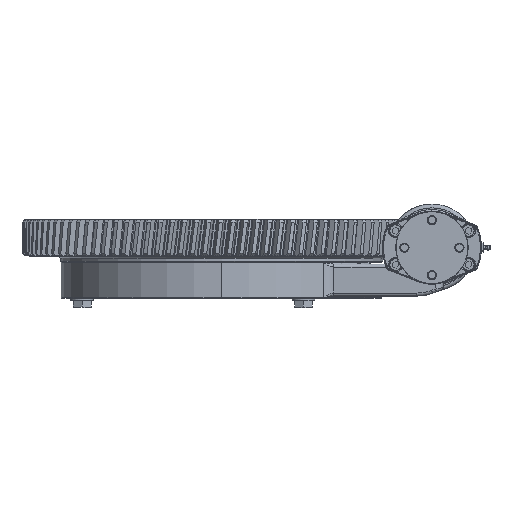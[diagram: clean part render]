
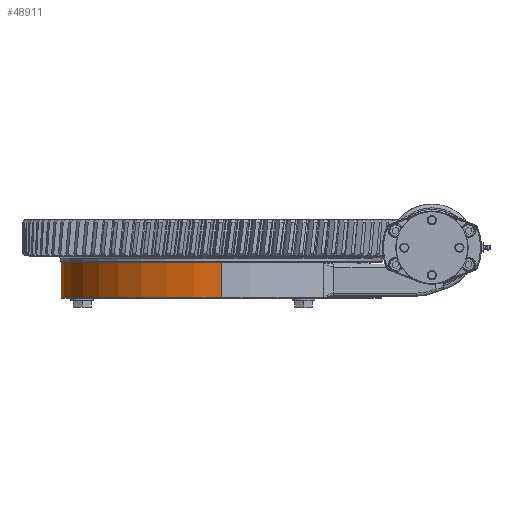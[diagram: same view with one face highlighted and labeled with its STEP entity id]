
A CAD part, left-side view. The second image highlights one B-rep face of the part: STEP entity #48911.
In plain terms, the highlighted cylindrical face has radius 210 mm (diameter 420 mm), a partial arc.
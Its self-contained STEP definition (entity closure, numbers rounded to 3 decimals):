
#751 = DIRECTION ( 'NONE',  ( 1., 0., 0. ) ) ;
#2286 = VECTOR ( 'NONE', #58752, 1000. ) ;
#3400 = CARTESIAN_POINT ( 'NONE',  ( 0., 0., -66. ) ) ;
#5409 = DIRECTION ( 'NONE',  ( 1., 0., 0. ) ) ;
#7552 = ORIENTED_EDGE ( 'NONE', *, *, #66571, .T. ) ;
#11960 = LINE ( 'NONE', #78510, #83617 ) ;
#18938 = EDGE_CURVE ( 'NONE', #35427, #27170, #44770, .T. ) ;
#22739 = CARTESIAN_POINT ( 'NONE',  ( 210., 0., -65.5 ) ) ;
#27170 = VERTEX_POINT ( 'NONE', #49326 ) ;
#28890 = CARTESIAN_POINT ( 'NONE',  ( 0., 0., -19.5 ) ) ;
#30391 = ORIENTED_EDGE ( 'NONE', *, *, #18938, .F. ) ;
#33122 = AXIS2_PLACEMENT_3D ( 'NONE', #28890, #41713, #63588 ) ;
#35427 = VERTEX_POINT ( 'NONE', #22739 ) ;
#38403 = CARTESIAN_POINT ( 'NONE',  ( 210., 0., -66. ) ) ;
#38472 = CARTESIAN_POINT ( 'NONE',  ( -210., 0., -19.5 ) ) ;
#41401 = CARTESIAN_POINT ( 'NONE',  ( 0., 0., -65.5 ) ) ;
#41713 = DIRECTION ( 'NONE',  ( 0., 0., -1. ) ) ;
#42280 = DIRECTION ( 'NONE',  ( 0., 0., 1. ) ) ;
#44770 = LINE ( 'NONE', #38403, #2286 ) ;
#45285 = EDGE_LOOP ( 'NONE', ( #54749, #7552, #61917, #30391 ) ) ;
#48911 = ADVANCED_FACE ( 'NONE', ( #52105 ), #70387, .T. ) ;
#49326 = CARTESIAN_POINT ( 'NONE',  ( 210., 0., -19.5 ) ) ;
#52105 = FACE_OUTER_BOUND ( 'NONE', #45285, .T. ) ;
#54749 = ORIENTED_EDGE ( 'NONE', *, *, #83363, .T. ) ;
#57853 = DIRECTION ( 'NONE',  ( 0., 0., 1. ) ) ;
#57927 = AXIS2_PLACEMENT_3D ( 'NONE', #3400, #57853, #5409 ) ;
#58752 = DIRECTION ( 'NONE',  ( 0., 0., 1. ) ) ;
#61917 = ORIENTED_EDGE ( 'NONE', *, *, #70498, .T. ) ;
#63588 = DIRECTION ( 'NONE',  ( 1., 0., 0. ) ) ;
#64355 = CIRCLE ( 'NONE', #70851, 210. ) ;
#64846 = CARTESIAN_POINT ( 'NONE',  ( -210., 0., -65.5 ) ) ;
#66571 = EDGE_CURVE ( 'NONE', #78138, #81998, #11960, .T. ) ;
#70387 = CYLINDRICAL_SURFACE ( 'NONE', #57927, 210. ) ;
#70498 = EDGE_CURVE ( 'NONE', #81998, #27170, #72752, .T. ) ;
#70851 = AXIS2_PLACEMENT_3D ( 'NONE', #41401, #42280, #751 ) ;
#71610 = DIRECTION ( 'NONE',  ( 0., 0., 1. ) ) ;
#72752 = CIRCLE ( 'NONE', #33122, 210. ) ;
#78138 = VERTEX_POINT ( 'NONE', #64846 ) ;
#78510 = CARTESIAN_POINT ( 'NONE',  ( -210., 0., -66. ) ) ;
#81998 = VERTEX_POINT ( 'NONE', #38472 ) ;
#83363 = EDGE_CURVE ( 'NONE', #35427, #78138, #64355, .T. ) ;
#83617 = VECTOR ( 'NONE', #71610, 1000. ) ;
